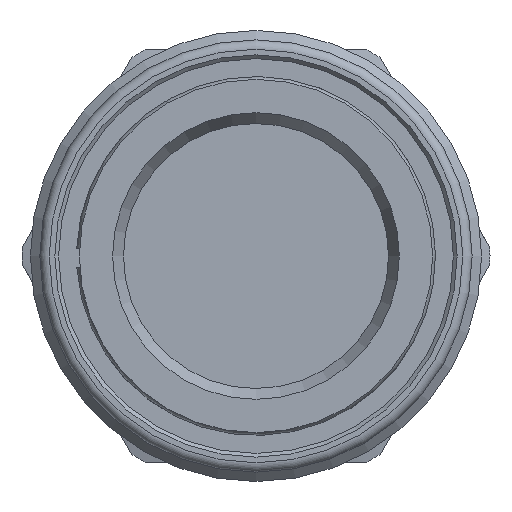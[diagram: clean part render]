
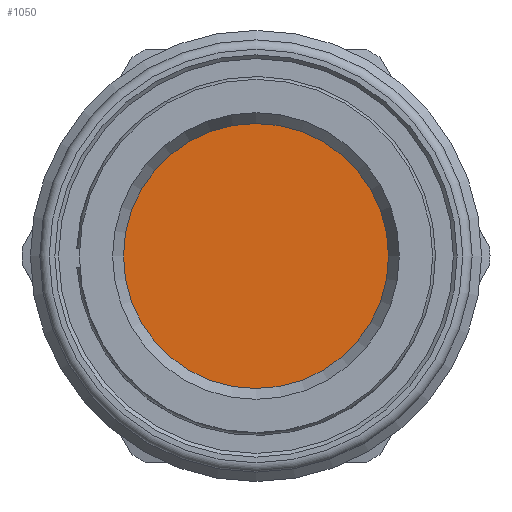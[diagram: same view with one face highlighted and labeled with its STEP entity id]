
A CAD part, left-side view. The second image highlights one B-rep face of the part: STEP entity #1050.
In plain terms, the highlighted planar face has unit normal (-1, 0, 0).
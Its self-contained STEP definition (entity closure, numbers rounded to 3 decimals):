
#263=FACE_OUTER_BOUND('',#333,.T.);
#333=EDGE_LOOP('',(#731));
#415=CIRCLE('',#1139,7.05);
#492=VERTEX_POINT('',#1632);
#582=EDGE_CURVE('',#492,#492,#415,.T.);
#731=ORIENTED_EDGE('',*,*,#582,.F.);
#1029=PLANE('',#1138);
#1050=ADVANCED_FACE('',(#263),#1029,.T.);
#1138=AXIS2_PLACEMENT_3D('',#1631,#1289,#1290);
#1139=AXIS2_PLACEMENT_3D('',#1633,#1291,#1292);
#1289=DIRECTION('center_axis',(-1.,0.,0.));
#1290=DIRECTION('ref_axis',(0.,0.,1.));
#1291=DIRECTION('center_axis',(1.,0.,0.));
#1292=DIRECTION('ref_axis',(0.,0.,1.));
#1631=CARTESIAN_POINT('Origin',(26.57,0.,0.));
#1632=CARTESIAN_POINT('',(26.57,-7.05,0.));
#1633=CARTESIAN_POINT('Origin',(26.57,0.,0.));
